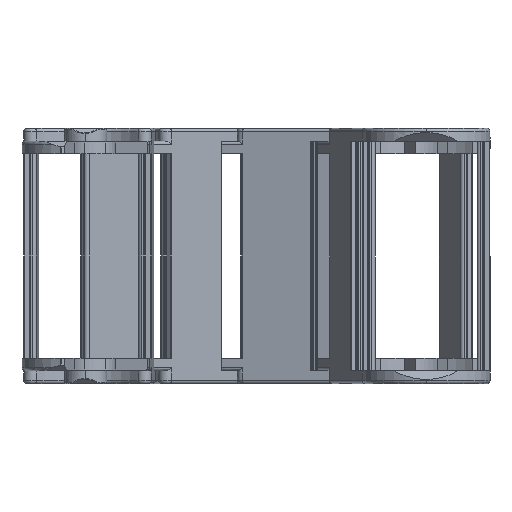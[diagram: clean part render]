
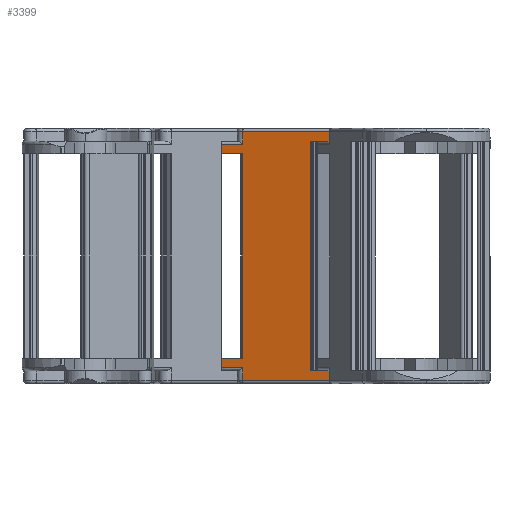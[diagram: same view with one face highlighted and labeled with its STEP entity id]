
A CAD part, left-side view. The second image highlights one B-rep face of the part: STEP entity #3399.
In plain terms, the highlighted face is planar.
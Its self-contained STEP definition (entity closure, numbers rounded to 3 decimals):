
#148 = VECTOR ( 'NONE', #5869, 1000. ) ;
#163 = CARTESIAN_POINT ( 'NONE',  ( 39.311, -8.197, -52.41 ) ) ;
#225 = CARTESIAN_POINT ( 'NONE',  ( 39.474, -5.1, 6.759 ) ) ;
#297 = FACE_OUTER_BOUND ( 'NONE', #3810, .T. ) ;
#299 = LINE ( 'NONE', #7306, #6959 ) ;
#348 = DIRECTION ( 'NONE',  ( -1., 0.016, 0.002 ) ) ;
#359 = EDGE_CURVE ( 'NONE', #8978, #1099, #1954, .T. ) ;
#495 = CARTESIAN_POINT ( 'NONE',  ( 79.458, -5.945, 2.938 ) ) ;
#504 = CARTESIAN_POINT ( 'NONE',  ( 39.311, -8.197, -52.41 ) ) ;
#525 = EDGE_CURVE ( 'NONE', #9417, #6124, #3214, .T. ) ;
#536 = CARTESIAN_POINT ( 'NONE',  ( 79.312, -8.728, -50.239 ) ) ;
#579 = CARTESIAN_POINT ( 'NONE',  ( 39.472, -5.139, 6.01 ) ) ;
#597 = LINE ( 'NONE', #9038, #1402 ) ;
#603 = DIRECTION ( 'NONE',  ( -0.003, -0.052, -0.999 ) ) ;
#685 = EDGE_CURVE ( 'NONE', #8978, #4442, #299, .T. ) ;
#775 = VERTEX_POINT ( 'NONE', #7334 ) ;
#898 = ORIENTED_EDGE ( 'NONE', *, *, #3085, .F. ) ;
#927 = CARTESIAN_POINT ( 'NONE',  ( 67.808, -8.502, -49.468 ) ) ;
#964 = DIRECTION ( 'NONE',  ( 1., -0.016, -0.002 ) ) ;
#1019 = EDGE_CURVE ( 'NONE', #3296, #5166, #8101, .T. ) ;
#1026 = CARTESIAN_POINT ( 'NONE',  ( 67.951, -5.758, 2.96 ) ) ;
#1099 = VERTEX_POINT ( 'NONE', #1410 ) ;
#1100 = CARTESIAN_POINT ( 'NONE',  ( 39.309, -8.236, -53.159 ) ) ;
#1124 = CARTESIAN_POINT ( 'NONE',  ( 79.304, -8.885, -53.234 ) ) ;
#1154 = DIRECTION ( 'NONE',  ( 0.003, 0.052, 0.999 ) ) ;
#1272 = DIRECTION ( 'NONE',  ( -1., 0.016, 0.002 ) ) ;
#1371 = CARTESIAN_POINT ( 'NONE',  ( 79.46, -5.905, 3.687 ) ) ;
#1402 = VECTOR ( 'NONE', #4678, 1000. ) ;
#1410 = CARTESIAN_POINT ( 'NONE',  ( 67.954, -5.876, 0.713 ) ) ;
#1441 = DIRECTION ( 'NONE',  ( -0.003, -0.052, -0.999 ) ) ;
#1453 = LINE ( 'NONE', #1777, #3048 ) ;
#1655 = VERTEX_POINT ( 'NONE', #3446 ) ;
#1777 = CARTESIAN_POINT ( 'NONE',  ( 67.808, -8.502, -49.468 ) ) ;
#1792 = LINE ( 'NONE', #1371, #7508 ) ;
#1808 = EDGE_CURVE ( 'NONE', #5166, #6791, #2739, .T. ) ;
#1954 = LINE ( 'NONE', #2816, #8697 ) ;
#1959 = DIRECTION ( 'NONE',  ( -1., 0.016, 0.002 ) ) ;
#1972 = LINE ( 'NONE', #9450, #9279 ) ;
#1990 = VERTEX_POINT ( 'NONE', #2520 ) ;
#2183 = VECTOR ( 'NONE', #1154, 1000. ) ;
#2264 = CARTESIAN_POINT ( 'NONE',  ( 67.799, -8.659, -52.464 ) ) ;
#2419 = EDGE_CURVE ( 'NONE', #1099, #6123, #6387, .T. ) ;
#2520 = CARTESIAN_POINT ( 'NONE',  ( 39.318, -8.079, -50.163 ) ) ;
#2571 = ORIENTED_EDGE ( 'NONE', *, *, #5298, .F. ) ;
#2650 = EDGE_CURVE ( 'NONE', #7045, #775, #4206, .T. ) ;
#2678 = DIRECTION ( 'NONE',  ( -1., 0.016, 0.002 ) ) ;
#2727 = VERTEX_POINT ( 'NONE', #7643 ) ;
#2739 = LINE ( 'NONE', #225, #8091 ) ;
#2772 = VERTEX_POINT ( 'NONE', #9284 ) ;
#2816 = CARTESIAN_POINT ( 'NONE',  ( 67.888, -7.13, -23.254 ) ) ;
#3047 = ORIENTED_EDGE ( 'NONE', *, *, #7329, .T. ) ;
#3048 = VECTOR ( 'NONE', #3286, 1000. ) ;
#3071 = ORIENTED_EDGE ( 'NONE', *, *, #685, .F. ) ;
#3083 = EDGE_CURVE ( 'NONE', #2727, #6472, #1453, .T. ) ;
#3085 = EDGE_CURVE ( 'NONE', #6124, #1990, #7396, .T. ) ;
#3129 = ORIENTED_EDGE ( 'NONE', *, *, #6879, .F. ) ;
#3214 = LINE ( 'NONE', #504, #7212 ) ;
#3231 = CARTESIAN_POINT ( 'NONE',  ( 39.472, -5.139, 6.01 ) ) ;
#3286 = DIRECTION ( 'NONE',  ( -1., 0.016, 0.002 ) ) ;
#3296 = VERTEX_POINT ( 'NONE', #8304 ) ;
#3396 = DIRECTION ( 'NONE',  ( 0.016, 0.999, -0.052 ) ) ;
#3399 = ADVANCED_FACE ( 'NONE', ( #297 ), #5000, .F. ) ;
#3446 = CARTESIAN_POINT ( 'NONE',  ( 51.475, -5.452, 3.74 ) ) ;
#3472 = ORIENTED_EDGE ( 'NONE', *, *, #3083, .F. ) ;
#3474 = AXIS2_PLACEMENT_3D ( 'NONE', #4899, #3396, #603 ) ;
#3555 = VECTOR ( 'NONE', #1272, 1000. ) ;
#3810 = EDGE_LOOP ( 'NONE', ( #4638, #5581, #3129, #6544, #7702, #8495, #8854, #7290, #7698, #3047, #898, #6461, #2571, #3472, #8686, #3071 ) ) ;
#3826 = CARTESIAN_POINT ( 'NONE',  ( 79.452, -6.062, 0.692 ) ) ;
#3989 = DIRECTION ( 'NONE',  ( 0.003, 0.052, 0.999 ) ) ;
#4206 = LINE ( 'NONE', #1026, #4436 ) ;
#4318 = VECTOR ( 'NONE', #3989, 1000. ) ;
#4436 = VECTOR ( 'NONE', #348, 1000. ) ;
#4442 = VERTEX_POINT ( 'NONE', #5802 ) ;
#4638 = ORIENTED_EDGE ( 'NONE', *, *, #359, .T. ) ;
#4678 = DIRECTION ( 'NONE',  ( -0.003, -0.052, -0.999 ) ) ;
#4899 = CARTESIAN_POINT ( 'NONE',  ( 79.386, -7.317, -23.276 ) ) ;
#4924 = EDGE_CURVE ( 'NONE', #775, #3296, #7933, .T. ) ;
#5000 = PLANE ( 'NONE',  #3474 ) ;
#5166 = VERTEX_POINT ( 'NONE', #3231 ) ;
#5267 = DIRECTION ( 'NONE',  ( -0.003, -0.052, -0.999 ) ) ;
#5296 = DIRECTION ( 'NONE',  ( -0.003, -0.052, -0.999 ) ) ;
#5298 = EDGE_CURVE ( 'NONE', #6472, #9417, #7365, .T. ) ;
#5581 = ORIENTED_EDGE ( 'NONE', *, *, #2419, .T. ) ;
#5802 = CARTESIAN_POINT ( 'NONE',  ( 79.321, -8.571, -47.243 ) ) ;
#5817 = DIRECTION ( 'NONE',  ( 1., -0.016, -0.002 ) ) ;
#5869 = DIRECTION ( 'NONE',  ( 0.003, 0.052, 0.999 ) ) ;
#5992 = VECTOR ( 'NONE', #5296, 1000. ) ;
#5995 = CARTESIAN_POINT ( 'NONE',  ( 67.797, -8.698, -53.213 ) ) ;
#6123 = VERTEX_POINT ( 'NONE', #3826 ) ;
#6124 = VERTEX_POINT ( 'NONE', #163 ) ;
#6387 = LINE ( 'NONE', #8232, #6496 ) ;
#6461 = ORIENTED_EDGE ( 'NONE', *, *, #525, .F. ) ;
#6472 = VERTEX_POINT ( 'NONE', #927 ) ;
#6496 = VECTOR ( 'NONE', #964, 1000. ) ;
#6510 = CARTESIAN_POINT ( 'NONE',  ( 67.962, -5.562, 6.705 ) ) ;
#6544 = ORIENTED_EDGE ( 'NONE', *, *, #2650, .T. ) ;
#6557 = EDGE_CURVE ( 'NONE', #1655, #2772, #597, .T. ) ;
#6791 = VERTEX_POINT ( 'NONE', #7784 ) ;
#6879 = EDGE_CURVE ( 'NONE', #7045, #6123, #1972, .T. ) ;
#6959 = VECTOR ( 'NONE', #5817, 1000. ) ;
#6985 = LINE ( 'NONE', #1124, #2183 ) ;
#7045 = VERTEX_POINT ( 'NONE', #495 ) ;
#7201 = VECTOR ( 'NONE', #1959, 1000. ) ;
#7212 = VECTOR ( 'NONE', #2678, 1000. ) ;
#7290 = ORIENTED_EDGE ( 'NONE', *, *, #8506, .F. ) ;
#7306 = CARTESIAN_POINT ( 'NONE',  ( 79.321, -8.571, -47.243 ) ) ;
#7329 = EDGE_CURVE ( 'NONE', #2772, #1990, #8811, .T. ) ;
#7334 = CARTESIAN_POINT ( 'NONE',  ( 67.951, -5.758, 2.96 ) ) ;
#7365 = LINE ( 'NONE', #5995, #5992 ) ;
#7396 = LINE ( 'NONE', #1100, #4318 ) ;
#7413 = CARTESIAN_POINT ( 'NONE',  ( 67.822, -8.385, -47.221 ) ) ;
#7508 = VECTOR ( 'NONE', #8892, 1000. ) ;
#7643 = CARTESIAN_POINT ( 'NONE',  ( 79.314, -8.689, -49.49 ) ) ;
#7698 = ORIENTED_EDGE ( 'NONE', *, *, #6557, .T. ) ;
#7702 = ORIENTED_EDGE ( 'NONE', *, *, #4924, .T. ) ;
#7784 = CARTESIAN_POINT ( 'NONE',  ( 39.466, -5.257, 3.763 ) ) ;
#7899 = EDGE_CURVE ( 'NONE', #2727, #4442, #6985, .T. ) ;
#7933 = LINE ( 'NONE', #6510, #148 ) ;
#8091 = VECTOR ( 'NONE', #5267, 1000. ) ;
#8101 = LINE ( 'NONE', #579, #7201 ) ;
#8232 = CARTESIAN_POINT ( 'NONE',  ( 79.452, -6.062, 0.692 ) ) ;
#8304 = CARTESIAN_POINT ( 'NONE',  ( 67.96, -5.601, 5.956 ) ) ;
#8495 = ORIENTED_EDGE ( 'NONE', *, *, #1019, .T. ) ;
#8506 = EDGE_CURVE ( 'NONE', #1655, #6791, #1792, .T. ) ;
#8686 = ORIENTED_EDGE ( 'NONE', *, *, #7899, .T. ) ;
#8697 = VECTOR ( 'NONE', #8754, 1000. ) ;
#8754 = DIRECTION ( 'NONE',  ( 0.003, 0.052, 0.999 ) ) ;
#8811 = LINE ( 'NONE', #536, #3555 ) ;
#8854 = ORIENTED_EDGE ( 'NONE', *, *, #1808, .T. ) ;
#8892 = DIRECTION ( 'NONE',  ( -1., 0.016, 0.002 ) ) ;
#8978 = VERTEX_POINT ( 'NONE', #7413 ) ;
#9038 = CARTESIAN_POINT ( 'NONE',  ( 51.401, -6.863, -23.223 ) ) ;
#9279 = VECTOR ( 'NONE', #1441, 1000. ) ;
#9284 = CARTESIAN_POINT ( 'NONE',  ( 51.327, -8.274, -50.186 ) ) ;
#9417 = VERTEX_POINT ( 'NONE', #2264 ) ;
#9450 = CARTESIAN_POINT ( 'NONE',  ( 79.468, -5.749, 6.683 ) ) ;
